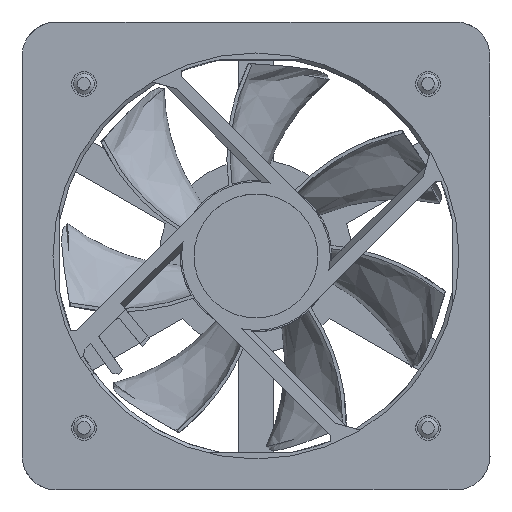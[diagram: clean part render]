
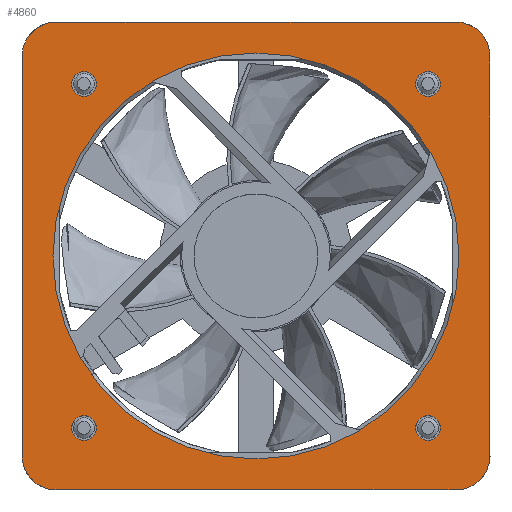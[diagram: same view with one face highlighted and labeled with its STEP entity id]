
A CAD part, top view. The second image highlights one B-rep face of the part: STEP entity #4860.
In plain terms, the highlighted planar face has unit normal (0, 0, 1).
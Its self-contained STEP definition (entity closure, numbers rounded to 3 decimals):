
#196=FACE_BOUND('',#798,.T.);
#197=FACE_BOUND('',#799,.T.);
#198=FACE_BOUND('',#800,.T.);
#199=FACE_BOUND('',#801,.T.);
#200=FACE_BOUND('',#802,.T.);
#235=B_SPLINE_CURVE_WITH_KNOTS('',3,(#7806,#7807,#7808,#7809,#7810,#7811,
#7812,#7813,#7814,#7815,#7816,#7817,#7818,#7819,#7820,#7821,#7822,#7823,
#7824,#7825,#7826,#7827,#7828,#7829,#7830,#7831,#7832,#7833,#7834,#7835,
#7836,#7837,#7838,#7839,#7840,#7841,#7842),.UNSPECIFIED.,.T.,.F.,(4,3,3,
3,3,3,3,3,3,3,3,3,4),(0.,0.015,0.03,0.25,0.265,
0.28,0.5,0.515,0.53,0.75,
0.765,0.78,1.),.UNSPECIFIED.);
#334=PLANE('',#5241);
#499=FACE_OUTER_BOUND('',#797,.T.);
#797=EDGE_LOOP('',(#3498));
#798=EDGE_LOOP('',(#3499));
#799=EDGE_LOOP('',(#3500));
#800=EDGE_LOOP('',(#3501));
#801=EDGE_LOOP('',(#3502));
#802=EDGE_LOOP('',(#3503));
#1917=CIRCLE('',#5227,1.8);
#1919=CIRCLE('',#5230,29.5);
#1921=CIRCLE('',#5233,1.8);
#1923=CIRCLE('',#5236,1.8);
#1925=CIRCLE('',#5239,1.8);
#2150=VERTEX_POINT('',#7663);
#2152=VERTEX_POINT('',#7669);
#2154=VERTEX_POINT('',#7675);
#2156=VERTEX_POINT('',#7681);
#2158=VERTEX_POINT('',#7687);
#2161=VERTEX_POINT('',#7804);
#2653=EDGE_CURVE('',#2150,#2150,#1917,.T.);
#2656=EDGE_CURVE('',#2152,#2152,#1919,.T.);
#2659=EDGE_CURVE('',#2154,#2154,#1921,.T.);
#2662=EDGE_CURVE('',#2156,#2156,#1923,.T.);
#2665=EDGE_CURVE('',#2158,#2158,#1925,.T.);
#2670=EDGE_CURVE('',#2161,#2161,#235,.T.);
#3498=ORIENTED_EDGE('',*,*,#2670,.T.);
#3499=ORIENTED_EDGE('',*,*,#2665,.T.);
#3500=ORIENTED_EDGE('',*,*,#2662,.T.);
#3501=ORIENTED_EDGE('',*,*,#2659,.T.);
#3502=ORIENTED_EDGE('',*,*,#2656,.T.);
#3503=ORIENTED_EDGE('',*,*,#2653,.T.);
#4860=ADVANCED_FACE('',(#499,#196,#197,#198,#199,#200),#334,.T.);
#5227=AXIS2_PLACEMENT_3D('',#7664,#5834,#5835);
#5230=AXIS2_PLACEMENT_3D('',#7670,#5841,#5842);
#5233=AXIS2_PLACEMENT_3D('',#7676,#5848,#5849);
#5236=AXIS2_PLACEMENT_3D('',#7682,#5855,#5856);
#5239=AXIS2_PLACEMENT_3D('',#7688,#5862,#5863);
#5241=AXIS2_PLACEMENT_3D('',#7843,#5868,#5869);
#5834=DIRECTION('center_axis',(0.,0.,-1.));
#5835=DIRECTION('ref_axis',(1.,0.,0.));
#5841=DIRECTION('center_axis',(0.,0.,-1.));
#5842=DIRECTION('ref_axis',(1.,0.,0.));
#5848=DIRECTION('center_axis',(0.,0.,-1.));
#5849=DIRECTION('ref_axis',(1.,0.,0.));
#5855=DIRECTION('center_axis',(0.,0.,-1.));
#5856=DIRECTION('ref_axis',(1.,0.,0.));
#5862=DIRECTION('center_axis',(0.,0.,-1.));
#5863=DIRECTION('ref_axis',(1.,0.,0.));
#5868=DIRECTION('center_axis',(0.,0.,1.));
#5869=DIRECTION('ref_axis',(1.,0.,0.));
#7663=CARTESIAN_POINT('',(-26.8,-25.,17.9));
#7664=CARTESIAN_POINT('Origin',(-25.,-25.,17.9));
#7669=CARTESIAN_POINT('',(-29.5,0.,17.9));
#7670=CARTESIAN_POINT('Origin',(0.,0.,17.9));
#7675=CARTESIAN_POINT('',(23.2,25.,17.9));
#7676=CARTESIAN_POINT('Origin',(25.,25.,17.9));
#7681=CARTESIAN_POINT('',(-26.8,25.,17.9));
#7682=CARTESIAN_POINT('Origin',(-25.,25.,17.9));
#7687=CARTESIAN_POINT('',(23.2,-25.,17.9));
#7688=CARTESIAN_POINT('Origin',(25.,-25.,17.9));
#7804=CARTESIAN_POINT('',(-34.,-29.,17.9));
#7806=CARTESIAN_POINT('Ctrl Pts',(-34.,-29.,17.9));
#7807=CARTESIAN_POINT('Ctrl Pts',(-34.,-30.311,17.9));
#7808=CARTESIAN_POINT('Ctrl Pts',(-33.452,-31.637,17.9));
#7809=CARTESIAN_POINT('Ctrl Pts',(-32.501,-32.569,17.9));
#7810=CARTESIAN_POINT('Ctrl Pts',(-31.573,-33.48,17.9));
#7811=CARTESIAN_POINT('Ctrl Pts',(-30.279,-34.,17.9));
#7812=CARTESIAN_POINT('Ctrl Pts',(-29.,-34.,17.9));
#7813=CARTESIAN_POINT('Ctrl Pts',(-9.667,-34.,17.9));
#7814=CARTESIAN_POINT('Ctrl Pts',(9.667,-34.,17.9));
#7815=CARTESIAN_POINT('Ctrl Pts',(29.,-34.,17.9));
#7816=CARTESIAN_POINT('Ctrl Pts',(30.311,-34.,17.9));
#7817=CARTESIAN_POINT('Ctrl Pts',(31.637,-33.452,17.9));
#7818=CARTESIAN_POINT('Ctrl Pts',(32.569,-32.501,17.9));
#7819=CARTESIAN_POINT('Ctrl Pts',(33.48,-31.573,17.9));
#7820=CARTESIAN_POINT('Ctrl Pts',(34.,-30.279,17.9));
#7821=CARTESIAN_POINT('Ctrl Pts',(34.,-29.,17.9));
#7822=CARTESIAN_POINT('Ctrl Pts',(34.,-9.667,17.9));
#7823=CARTESIAN_POINT('Ctrl Pts',(34.,9.667,17.9));
#7824=CARTESIAN_POINT('Ctrl Pts',(34.,29.,17.9));
#7825=CARTESIAN_POINT('Ctrl Pts',(34.,30.311,17.9));
#7826=CARTESIAN_POINT('Ctrl Pts',(33.452,31.637,17.9));
#7827=CARTESIAN_POINT('Ctrl Pts',(32.501,32.569,17.9));
#7828=CARTESIAN_POINT('Ctrl Pts',(31.573,33.48,17.9));
#7829=CARTESIAN_POINT('Ctrl Pts',(30.279,34.,17.9));
#7830=CARTESIAN_POINT('Ctrl Pts',(29.,34.,17.9));
#7831=CARTESIAN_POINT('Ctrl Pts',(9.667,34.,17.9));
#7832=CARTESIAN_POINT('Ctrl Pts',(-9.667,34.,17.9));
#7833=CARTESIAN_POINT('Ctrl Pts',(-29.,34.,17.9));
#7834=CARTESIAN_POINT('Ctrl Pts',(-30.311,34.,17.9));
#7835=CARTESIAN_POINT('Ctrl Pts',(-31.637,33.452,17.9));
#7836=CARTESIAN_POINT('Ctrl Pts',(-32.569,32.501,17.9));
#7837=CARTESIAN_POINT('Ctrl Pts',(-33.48,31.573,17.9));
#7838=CARTESIAN_POINT('Ctrl Pts',(-34.,30.279,17.9));
#7839=CARTESIAN_POINT('Ctrl Pts',(-34.,29.,17.9));
#7840=CARTESIAN_POINT('Ctrl Pts',(-34.,9.667,17.9));
#7841=CARTESIAN_POINT('Ctrl Pts',(-34.,-9.667,17.9));
#7842=CARTESIAN_POINT('Ctrl Pts',(-34.,-29.,17.9));
#7843=CARTESIAN_POINT('Origin',(0.,0.,17.9));
